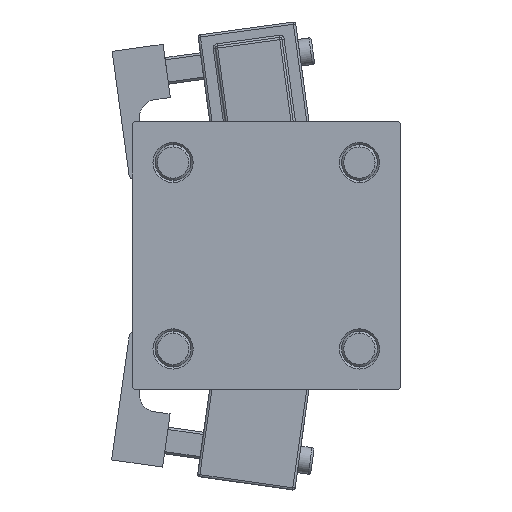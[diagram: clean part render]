
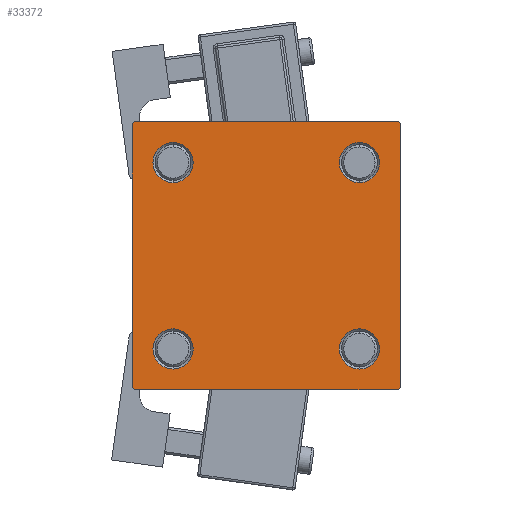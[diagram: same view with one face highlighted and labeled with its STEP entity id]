
A CAD part, left-side view. The second image highlights one B-rep face of the part: STEP entity #33372.
In plain terms, the highlighted planar face has unit normal (-1, 0, 0).
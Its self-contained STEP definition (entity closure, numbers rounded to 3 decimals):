
#312 = DIRECTION ( 'NONE',  ( 1., 0., 0. ) ) ;
#360 = ORIENTED_EDGE ( 'NONE', *, *, #28224, .T. ) ;
#1149 = VERTEX_POINT ( 'NONE', #22209 ) ;
#2247 = EDGE_CURVE ( 'NONE', #10336, #37616, #29978, .T. ) ;
#3004 = ORIENTED_EDGE ( 'NONE', *, *, #37966, .T. ) ;
#3576 = CARTESIAN_POINT ( 'NONE',  ( 0., 20.85, 20.85 ) ) ;
#3833 = CIRCLE ( 'NONE', #33278, 4.5 ) ;
#4667 = CIRCLE ( 'NONE', #43335, 4.5 ) ;
#5404 = PLANE ( 'NONE',  #40659 ) ;
#5896 = DIRECTION ( 'NONE',  ( 0., 0.707, 0.707 ) ) ;
#6276 = LINE ( 'NONE', #22338, #8776 ) ;
#6334 = CARTESIAN_POINT ( 'NONE',  ( 0., -20.85, -20.85 ) ) ;
#6416 = CARTESIAN_POINT ( 'NONE',  ( 0., 30., 30. ) ) ;
#6659 = CARTESIAN_POINT ( 'NONE',  ( 0., -29.75, 29.75 ) ) ;
#7785 = CARTESIAN_POINT ( 'NONE',  ( 0., 29.75, 29.75 ) ) ;
#8776 = VECTOR ( 'NONE', #42881, 1000. ) ;
#8823 = CARTESIAN_POINT ( 'NONE',  ( 0., -29.5, 30. ) ) ;
#9014 = CARTESIAN_POINT ( 'NONE',  ( 0., 20.85, -25.35 ) ) ;
#9528 = CARTESIAN_POINT ( 'NONE',  ( 0., 29.5, -30. ) ) ;
#9599 = DIRECTION ( 'NONE',  ( 0., 0., 1. ) ) ;
#9682 = CIRCLE ( 'NONE', #34781, 4.5 ) ;
#9891 = AXIS2_PLACEMENT_3D ( 'NONE', #38371, #18350, #50481 ) ;
#10229 = CARTESIAN_POINT ( 'NONE',  ( 0., 29.5, 30. ) ) ;
#10336 = VERTEX_POINT ( 'NONE', #16909 ) ;
#10354 = VECTOR ( 'NONE', #45690, 1000. ) ;
#10397 = EDGE_CURVE ( 'NONE', #37616, #10336, #20166, .T. ) ;
#10514 = VERTEX_POINT ( 'NONE', #43451 ) ;
#10870 = EDGE_LOOP ( 'NONE', ( #16380, #360 ) ) ;
#11033 = AXIS2_PLACEMENT_3D ( 'NONE', #43988, #24508, #23725 ) ;
#11694 = ORIENTED_EDGE ( 'NONE', *, *, #38946, .T. ) ;
#11739 = DIRECTION ( 'NONE',  ( 0., 0.707, -0.707 ) ) ;
#11965 = VERTEX_POINT ( 'NONE', #10229 ) ;
#12188 = CARTESIAN_POINT ( 'NONE',  ( 0., -30., -29.5 ) ) ;
#12196 = LINE ( 'NONE', #40379, #29919 ) ;
#13226 = CARTESIAN_POINT ( 'NONE',  ( 0., 20.85, -20.85 ) ) ;
#13227 = EDGE_CURVE ( 'NONE', #34389, #31719, #14053, .T. ) ;
#13630 = CARTESIAN_POINT ( 'NONE',  ( 0., 30., 29.5 ) ) ;
#13790 = VERTEX_POINT ( 'NONE', #29545 ) ;
#14023 = ORIENTED_EDGE ( 'NONE', *, *, #44993, .T. ) ;
#14053 = LINE ( 'NONE', #6659, #27003 ) ;
#15375 = ORIENTED_EDGE ( 'NONE', *, *, #13227, .T. ) ;
#15692 = DIRECTION ( 'NONE',  ( 1., 0., 0. ) ) ;
#16380 = ORIENTED_EDGE ( 'NONE', *, *, #51815, .T. ) ;
#16909 = CARTESIAN_POINT ( 'NONE',  ( 0., -20.85, -25.35 ) ) ;
#16952 = EDGE_CURVE ( 'NONE', #10514, #13790, #39340, .T. ) ;
#16980 = ORIENTED_EDGE ( 'NONE', *, *, #41583, .T. ) ;
#17004 = DIRECTION ( 'NONE',  ( -1., 0., 0. ) ) ;
#17255 = FACE_BOUND ( 'NONE', #17618, .T. ) ;
#17466 = ORIENTED_EDGE ( 'NONE', *, *, #28826, .T. ) ;
#17617 = LINE ( 'NONE', #33931, #28157 ) ;
#17618 = EDGE_LOOP ( 'NONE', ( #17651, #17784 ) ) ;
#17651 = ORIENTED_EDGE ( 'NONE', *, *, #10397, .T. ) ;
#17784 = ORIENTED_EDGE ( 'NONE', *, *, #2247, .T. ) ;
#18350 = DIRECTION ( 'NONE',  ( 1., 0., 0. ) ) ;
#18583 = CARTESIAN_POINT ( 'NONE',  ( 0., -20.85, -20.85 ) ) ;
#19196 = VERTEX_POINT ( 'NONE', #13630 ) ;
#19516 = CARTESIAN_POINT ( 'NONE',  ( 0., -20.85, 16.35 ) ) ;
#19791 = VERTEX_POINT ( 'NONE', #19516 ) ;
#20166 = CIRCLE ( 'NONE', #51246, 4.5 ) ;
#20634 = VERTEX_POINT ( 'NONE', #27093 ) ;
#21467 = DIRECTION ( 'NONE',  ( 0., 0., 1. ) ) ;
#21477 = VERTEX_POINT ( 'NONE', #9014 ) ;
#21726 = CARTESIAN_POINT ( 'NONE',  ( 0., 30., -30. ) ) ;
#22209 = CARTESIAN_POINT ( 'NONE',  ( 0., -29.5, -30. ) ) ;
#22338 = CARTESIAN_POINT ( 'NONE',  ( 0., -29.75, -29.75 ) ) ;
#23725 = DIRECTION ( 'NONE',  ( 0., 0., 1. ) ) ;
#23762 = ORIENTED_EDGE ( 'NONE', *, *, #44448, .T. ) ;
#24508 = DIRECTION ( 'NONE',  ( 1., 0., 0. ) ) ;
#24535 = VECTOR ( 'NONE', #33428, 1000. ) ;
#24904 = CARTESIAN_POINT ( 'NONE',  ( 0., 0., 0. ) ) ;
#25424 = FACE_BOUND ( 'NONE', #10870, .T. ) ;
#25672 = CARTESIAN_POINT ( 'NONE',  ( 0., 20.85, -20.85 ) ) ;
#26194 = ORIENTED_EDGE ( 'NONE', *, *, #28292, .F. ) ;
#26949 = LINE ( 'NONE', #6416, #48498 ) ;
#27003 = VECTOR ( 'NONE', #5896, 1000. ) ;
#27093 = CARTESIAN_POINT ( 'NONE',  ( 0., 20.85, -16.35 ) ) ;
#27517 = LINE ( 'NONE', #7785, #47222 ) ;
#27889 = VERTEX_POINT ( 'NONE', #12188 ) ;
#28157 = VECTOR ( 'NONE', #30232, 1000. ) ;
#28224 = EDGE_CURVE ( 'NONE', #19791, #37501, #33750, .T. ) ;
#28292 = EDGE_CURVE ( 'NONE', #34389, #27889, #33700, .T. ) ;
#28826 = EDGE_CURVE ( 'NONE', #11965, #19196, #27517, .T. ) ;
#29010 = DIRECTION ( 'NONE',  ( 0., 0., 1. ) ) ;
#29545 = CARTESIAN_POINT ( 'NONE',  ( 0., 20.85, 16.35 ) ) ;
#29622 = LINE ( 'NONE', #21726, #10354 ) ;
#29643 = ORIENTED_EDGE ( 'NONE', *, *, #33416, .T. ) ;
#29919 = VECTOR ( 'NONE', #36672, 1000. ) ;
#29978 = CIRCLE ( 'NONE', #40059, 4.5 ) ;
#30232 = DIRECTION ( 'NONE',  ( 0., -0.707, -0.707 ) ) ;
#30812 = EDGE_LOOP ( 'NONE', ( #16980, #38016 ) ) ;
#31142 = CARTESIAN_POINT ( 'NONE',  ( 0., -20.85, 25.35 ) ) ;
#31274 = CARTESIAN_POINT ( 'NONE',  ( 0., -20.85, -16.35 ) ) ;
#31719 = VERTEX_POINT ( 'NONE', #8823 ) ;
#32595 = CIRCLE ( 'NONE', #9891, 4.5 ) ;
#33278 = AXIS2_PLACEMENT_3D ( 'NONE', #3576, #15692, #43875 ) ;
#33372 = ADVANCED_FACE ( 'NONE', ( #25424, #17255, #38050, #41492, #42004 ), #5404, .T. ) ;
#33416 = EDGE_CURVE ( 'NONE', #42861, #1149, #29622, .T. ) ;
#33428 = DIRECTION ( 'NONE',  ( 0., 0., -1. ) ) ;
#33487 = AXIS2_PLACEMENT_3D ( 'NONE', #45661, #34059, #9599 ) ;
#33700 = LINE ( 'NONE', #49235, #24535 ) ;
#33750 = CIRCLE ( 'NONE', #11033, 4.5 ) ;
#33931 = CARTESIAN_POINT ( 'NONE',  ( 0., 29.75, -29.75 ) ) ;
#34059 = DIRECTION ( 'NONE',  ( 1., 0., 0. ) ) ;
#34389 = VERTEX_POINT ( 'NONE', #49197 ) ;
#34781 = AXIS2_PLACEMENT_3D ( 'NONE', #13226, #312, #29010 ) ;
#36307 = EDGE_LOOP ( 'NONE', ( #44147, #14023 ) ) ;
#36672 = DIRECTION ( 'NONE',  ( 0., 0., -1. ) ) ;
#37027 = DIRECTION ( 'NONE',  ( 1., 0., 0. ) ) ;
#37501 = VERTEX_POINT ( 'NONE', #31142 ) ;
#37516 = EDGE_CURVE ( 'NONE', #21477, #20634, #9682, .T. ) ;
#37616 = VERTEX_POINT ( 'NONE', #31274 ) ;
#37966 = EDGE_CURVE ( 'NONE', #42778, #42861, #17617, .T. ) ;
#38016 = ORIENTED_EDGE ( 'NONE', *, *, #37516, .T. ) ;
#38050 = FACE_BOUND ( 'NONE', #30812, .T. ) ;
#38371 = CARTESIAN_POINT ( 'NONE',  ( 0., -20.85, 20.85 ) ) ;
#38946 = EDGE_CURVE ( 'NONE', #1149, #27889, #6276, .T. ) ;
#39340 = CIRCLE ( 'NONE', #33487, 4.5 ) ;
#40059 = AXIS2_PLACEMENT_3D ( 'NONE', #18583, #51680, #48004 ) ;
#40379 = CARTESIAN_POINT ( 'NONE',  ( 0., 30., 30. ) ) ;
#40659 = AXIS2_PLACEMENT_3D ( 'NONE', #24904, #17004, #21467 ) ;
#41056 = EDGE_LOOP ( 'NONE', ( #23762, #3004, #29643, #11694, #26194, #15375, #47386, #17466 ) ) ;
#41492 = FACE_BOUND ( 'NONE', #36307, .T. ) ;
#41583 = EDGE_CURVE ( 'NONE', #20634, #21477, #4667, .T. ) ;
#41904 = DIRECTION ( 'NONE',  ( 0., 0., 1. ) ) ;
#42004 = FACE_OUTER_BOUND ( 'NONE', #41056, .T. ) ;
#42762 = DIRECTION ( 'NONE',  ( 0., -1., 0. ) ) ;
#42778 = VERTEX_POINT ( 'NONE', #44028 ) ;
#42861 = VERTEX_POINT ( 'NONE', #9528 ) ;
#42881 = DIRECTION ( 'NONE',  ( 0., -0.707, 0.707 ) ) ;
#43335 = AXIS2_PLACEMENT_3D ( 'NONE', #25672, #37027, #49651 ) ;
#43451 = CARTESIAN_POINT ( 'NONE',  ( 0., 20.85, 25.35 ) ) ;
#43875 = DIRECTION ( 'NONE',  ( 0., 0., 1. ) ) ;
#43988 = CARTESIAN_POINT ( 'NONE',  ( 0., -20.85, 20.85 ) ) ;
#44028 = CARTESIAN_POINT ( 'NONE',  ( 0., 30., -29.5 ) ) ;
#44147 = ORIENTED_EDGE ( 'NONE', *, *, #16952, .T. ) ;
#44448 = EDGE_CURVE ( 'NONE', #19196, #42778, #12196, .T. ) ;
#44993 = EDGE_CURVE ( 'NONE', #13790, #10514, #3833, .T. ) ;
#45661 = CARTESIAN_POINT ( 'NONE',  ( 0., 20.85, 20.85 ) ) ;
#45690 = DIRECTION ( 'NONE',  ( 0., -1., 0. ) ) ;
#47222 = VECTOR ( 'NONE', #11739, 1000. ) ;
#47386 = ORIENTED_EDGE ( 'NONE', *, *, #49903, .F. ) ;
#48004 = DIRECTION ( 'NONE',  ( 0., 0., 1. ) ) ;
#48498 = VECTOR ( 'NONE', #42762, 1000. ) ;
#49197 = CARTESIAN_POINT ( 'NONE',  ( 0., -30., 29.5 ) ) ;
#49235 = CARTESIAN_POINT ( 'NONE',  ( 0., -30., 30. ) ) ;
#49651 = DIRECTION ( 'NONE',  ( 0., 0., 1. ) ) ;
#49903 = EDGE_CURVE ( 'NONE', #11965, #31719, #26949, .T. ) ;
#50481 = DIRECTION ( 'NONE',  ( 0., 0., 1. ) ) ;
#50579 = DIRECTION ( 'NONE',  ( 1., 0., 0. ) ) ;
#51246 = AXIS2_PLACEMENT_3D ( 'NONE', #6334, #50579, #41904 ) ;
#51680 = DIRECTION ( 'NONE',  ( 1., 0., 0. ) ) ;
#51815 = EDGE_CURVE ( 'NONE', #37501, #19791, #32595, .T. ) ;
